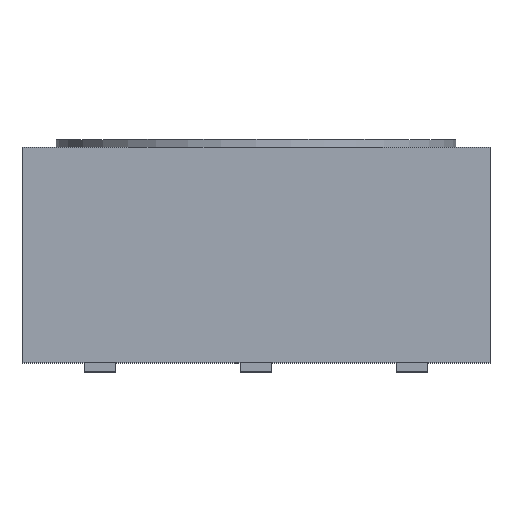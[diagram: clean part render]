
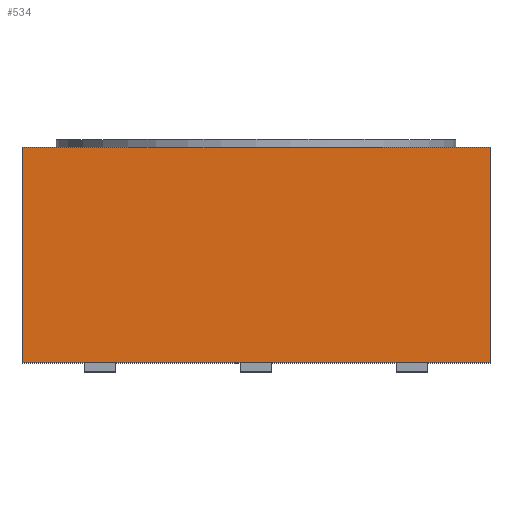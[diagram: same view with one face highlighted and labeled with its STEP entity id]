
A CAD part, top view. The second image highlights one B-rep face of the part: STEP entity #534.
In plain terms, the highlighted planar face has unit normal (0, 0, 1).
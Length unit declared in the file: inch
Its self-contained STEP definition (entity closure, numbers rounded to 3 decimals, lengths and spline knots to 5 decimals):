
#534 = ADVANCED_FACE( '', ( #1101 ), #1102, .F. );
#1101 = FACE_OUTER_BOUND( '', #1689, .T. );
#1102 = PLANE( '', #1690 );
#1689 = EDGE_LOOP( '', ( #3151, #3152, #3153, #3154 ) );
#1690 = AXIS2_PLACEMENT_3D( '', #3155, #3156, #3157 );
#3151 = ORIENTED_EDGE( '', *, *, #4003, .T. );
#3152 = ORIENTED_EDGE( '', *, *, #3883, .F. );
#3153 = ORIENTED_EDGE( '', *, *, #4134, .F. );
#3154 = ORIENTED_EDGE( '', *, *, #4024, .T. );
#3155 = CARTESIAN_POINT( '', ( -0.15, 0.138, 0.1 ) );
#3156 = DIRECTION( '', ( 0., 0., -1. ) );
#3157 = DIRECTION( '', ( -1., 0., 0. ) );
#3883 = EDGE_CURVE( '', #4789, #4791, #4792, .T. );
#4003 = EDGE_CURVE( '', #4954, #4791, #4955, .T. );
#4024 = EDGE_CURVE( '', #4983, #4954, #4984, .T. );
#4134 = EDGE_CURVE( '', #4983, #4789, #5127, .T. );
#4789 = VERTEX_POINT( '', #6048 );
#4791 = VERTEX_POINT( '', #6051 );
#4792 = LINE( '', #6052, #6053 );
#4954 = VERTEX_POINT( '', #6295 );
#4955 = LINE( '', #6296, #6297 );
#4983 = VERTEX_POINT( '', #6337 );
#4984 = LINE( '', #6338, #6339 );
#5127 = LINE( '', #6563, #6564 );
#6048 = CARTESIAN_POINT( '', ( 0.15, 0.138, 0.1 ) );
#6051 = CARTESIAN_POINT( '', ( 0.15, 0., 0.1 ) );
#6052 = CARTESIAN_POINT( '', ( 0.15, 0.138, 0.1 ) );
#6053 = VECTOR( '', #6990, 39.37008 );
#6295 = CARTESIAN_POINT( '', ( -0.15, 0., 0.1 ) );
#6296 = CARTESIAN_POINT( '', ( -0.15, 0., 0.1 ) );
#6297 = VECTOR( '', #7089, 39.37008 );
#6337 = CARTESIAN_POINT( '', ( -0.15, 0.138, 0.1 ) );
#6338 = CARTESIAN_POINT( '', ( -0.15, 0.138, 0.1 ) );
#6339 = VECTOR( '', #7105, 39.37008 );
#6563 = CARTESIAN_POINT( '', ( -0.15, 0.138, 0.1 ) );
#6564 = VECTOR( '', #7196, 39.37008 );
#6990 = DIRECTION( '', ( 0., -1., 0. ) );
#7089 = DIRECTION( '', ( 1., 0., 0. ) );
#7105 = DIRECTION( '', ( 0., -1., 0. ) );
#7196 = DIRECTION( '', ( 1., 0., 0. ) );
